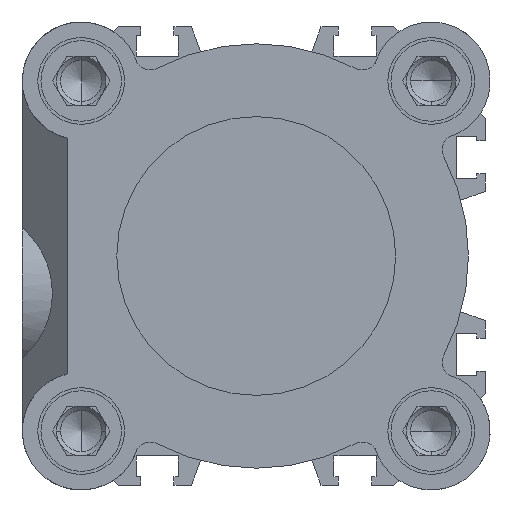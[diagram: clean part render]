
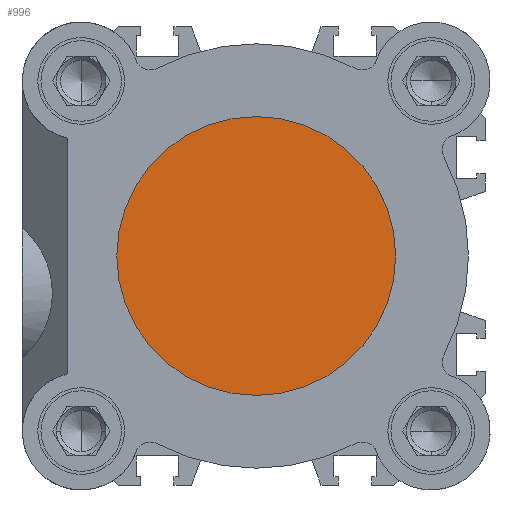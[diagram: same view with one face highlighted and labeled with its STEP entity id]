
A CAD part, left-side view. The second image highlights one B-rep face of the part: STEP entity #996.
In plain terms, the highlighted face is planar.
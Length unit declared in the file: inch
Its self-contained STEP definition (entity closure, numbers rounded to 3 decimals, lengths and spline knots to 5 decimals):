
#643 = ORIENTED_EDGE ( 'NONE', *, *, #10037, .F. ) ;
#996 = ADVANCED_FACE ( 'NONE', ( #1993 ), #2248, .F. ) ;
#1280 = DIRECTION ( 'NONE',  ( 0., 0., 1. ) ) ;
#1462 = DIRECTION ( 'NONE',  ( -1., 0., 0. ) ) ;
#1696 = AXIS2_PLACEMENT_3D ( 'NONE', #7586, #1462, #8596 ) ;
#1993 = FACE_OUTER_BOUND ( 'NONE', #2187, .T. ) ;
#2113 = DIRECTION ( 'NONE',  ( -1., 0., 0. ) ) ;
#2117 = AXIS2_PLACEMENT_3D ( 'NONE', #3327, #2113, #1280 ) ;
#2187 = EDGE_LOOP ( 'NONE', ( #643, #8431 ) ) ;
#2248 = PLANE ( 'NONE',  #2117 ) ;
#2377 = CIRCLE ( 'NONE', #1696, 0.88583 ) ;
#3327 = CARTESIAN_POINT ( 'NONE',  ( 1.41732, 0.88583, 0. ) ) ;
#3804 = AXIS2_PLACEMENT_3D ( 'NONE', #6007, #13076, #7032 ) ;
#4925 = VERTEX_POINT ( 'NONE', #5188 ) ;
#5188 = CARTESIAN_POINT ( 'NONE',  ( 1.41732, 0., -0.88583 ) ) ;
#6007 = CARTESIAN_POINT ( 'NONE',  ( 1.41732, 0., 0. ) ) ;
#6866 = EDGE_CURVE ( 'NONE', #4925, #9011, #2377, .T. ) ;
#7032 = DIRECTION ( 'NONE',  ( 0., 0., 1. ) ) ;
#7262 = CIRCLE ( 'NONE', #3804, 0.88583 ) ;
#7586 = CARTESIAN_POINT ( 'NONE',  ( 1.41732, 0., 0. ) ) ;
#8122 = CARTESIAN_POINT ( 'NONE',  ( 1.41732, 0., 0.88583 ) ) ;
#8431 = ORIENTED_EDGE ( 'NONE', *, *, #6866, .F. ) ;
#8596 = DIRECTION ( 'NONE',  ( 0., 0., 1. ) ) ;
#9011 = VERTEX_POINT ( 'NONE', #8122 ) ;
#10037 = EDGE_CURVE ( 'NONE', #9011, #4925, #7262, .T. ) ;
#13076 = DIRECTION ( 'NONE',  ( -1., 0., 0. ) ) ;
